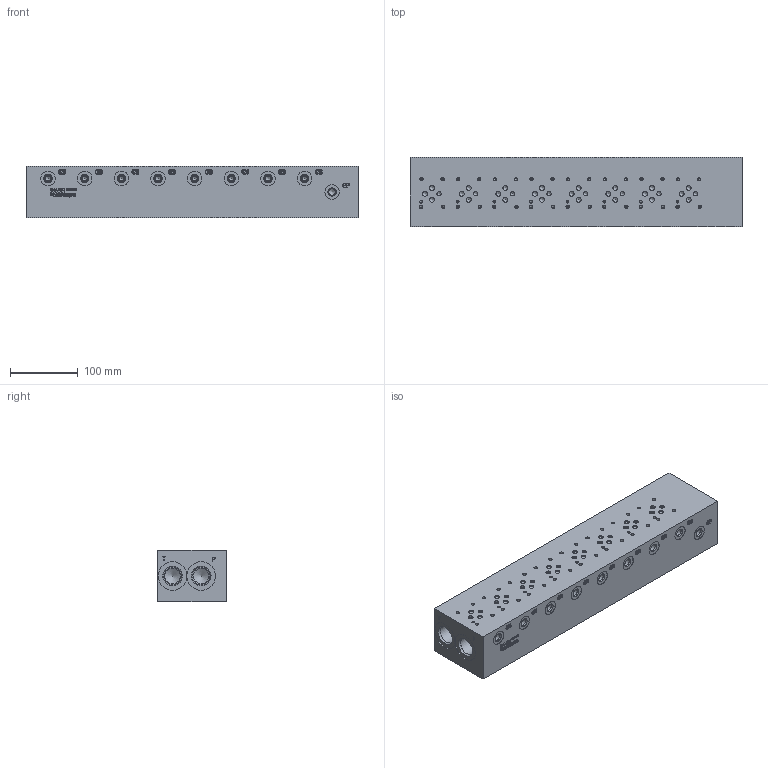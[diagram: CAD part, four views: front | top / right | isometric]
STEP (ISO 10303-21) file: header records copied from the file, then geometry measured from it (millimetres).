
FILE_DESCRIPTION(/* description */ (''),/* implementation_level */ '2;1');
FILE_NAME(/* name */ '_D03PB082S.stp',/* time_stamp */ '2021-01-21T13:13:42-05:00',/* author */ ('devonn'),/* organization */ (''),/* preprocessor_version */ 'ST-DEVELOPER v17',/* originating_system */ 'Autodesk Inventor 2019',/* authorisation */ '');
FILE_SCHEMA (('AUTOMOTIVE_DESIGN { 1 0 10303 214 3 1 1 }'));
Products named in the file (1): Part_AD03PB082S_3D
Bounding box: 488.95 x 101.6 x 76.2 mm (x, y, z)
Volume: 3521477.2 mm3; surface area: 249837.8 mm2
Topology: 1 solids, 1 shells, 2101 faces, 5735 edges, 3890 vertices
Faces by surface type: plane 956, bspline 621, cylinder 292, cone 232
Full cylindrical faces by diameter (mm): 3.785 x32, 3.962 x8, 4.826 x32, 6.35 x8, 7.137 x40, 7.925 x6, 9.525 x7, 9.881 x17, 11.125 x17, 15.875 x16, 17.501 x16, 19.05 x16, 19.253 x16, 21.285 x17, 23.012 x4, 24.917 x6, 26.99 x6, 27.432 x6, 30.632 x16, 42.037 x6
Entity records: 70953 total; most frequent: CARTESIAN_POINT 19683, ORIENTED_EDGE 11236, DIRECTION 8469, EDGE_CURVE 5618, VERTEX_POINT 3890, LINE 3245, VECTOR 3245, AXIS2_PLACEMENT_3D 2612
